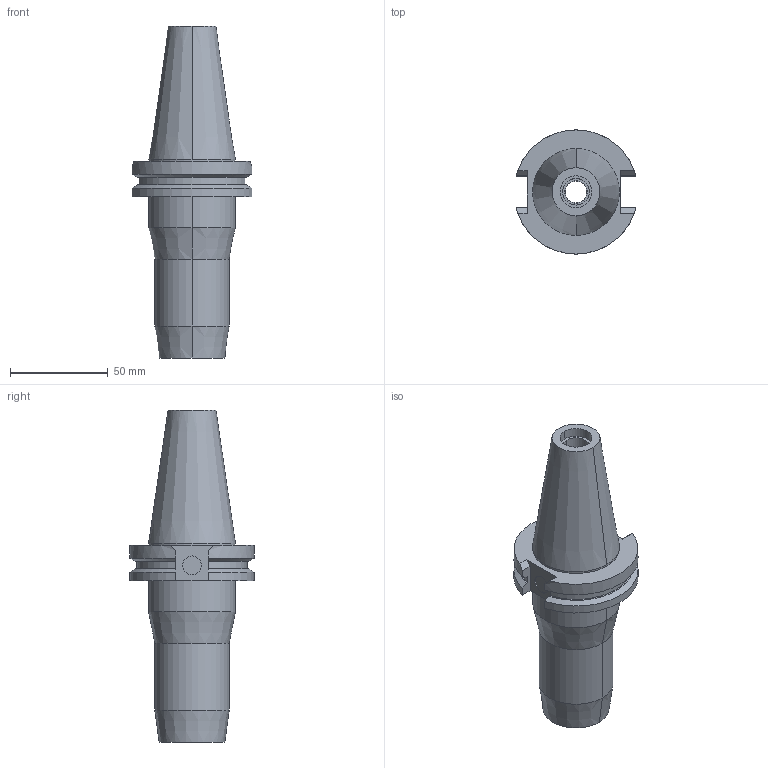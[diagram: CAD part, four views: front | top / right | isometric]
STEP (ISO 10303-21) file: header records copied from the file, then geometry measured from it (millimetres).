
FILE_DESCRIPTION((''),'2;1');
FILE_NAME('BCV40-HDC_625-4','2018-04-24T',('ykawabe'),(''),'CREO PARAMETRIC BY PTC INC, 2016380','CREO PARAMETRIC BY PTC INC, 2016380','');
FILE_SCHEMA(('AUTOMOTIVE_DESIGN { 1 0 10303 214 1 1 1 1 }'));
Length unit declared in the file: millimetre
Products named in the file (1): BCV40-HDC_625-4
Bounding box: 61.35 x 63.5 x 169.85 mm (x, y, z)
Volume: 190272.2 mm3; surface area: 34116.1 mm2
Topology: 1 solids, 1 shells, 62 faces, 162 edges, 110 vertices
Faces by surface type: cylinder 28, plane 24, cone 10
Entity records: 2707 total; most frequent: CARTESIAN_POINT 383, DIRECTION 362, ORIENTED_EDGE 324, PRESENTATION_STYLE_ASSIGNMENT 167, STYLED_ITEM 167, CURVE_STYLE 166, EDGE_CURVE 162, AXIS2_PLACEMENT_3D 145
